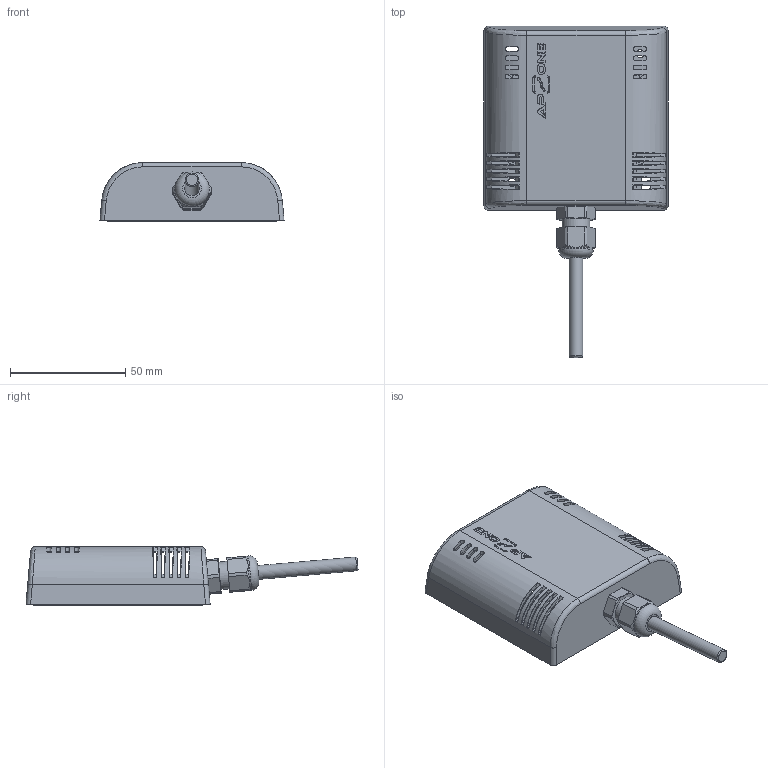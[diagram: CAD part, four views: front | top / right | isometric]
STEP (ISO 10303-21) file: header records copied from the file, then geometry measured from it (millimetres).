
FILE_DESCRIPTION(/* description */ (''),/* implementation_level */ '2;1');
FILE_NAME(/* name */ '3d_Wi-xxxT0xx_APONE.step',/* time_stamp */ '2021-10-21T09:02:43+02:00',/* author */ (''),/* organization */ (''),/* preprocessor_version */ 'ST-DEVELOPER v18.1',/* originating_system */ 'Autodesk Translation Framework v10.10.0.1391',/* authorisation */ '');
FILE_SCHEMA (('AUTOMOTIVE_DESIGN { 1 0 10303 214 3 1 1 }'));
Products named in the file (6): Wi-xxxT0xx; M12_dlawnica; Thermo80_standard_T0; BASE_80; COPERCHIO_80_M; Temperatura_Tx
Assembly tree (5 placements, depth 3):
  Wi-xxxT0xx
    M12_dlawnica
    Thermo80_standard_T0
      BASE_80
      COPERCHIO_80_M
    Temperatura_Tx
Bounding box: 80 x 144.25 x 25.5 mm (x, y, z)
Volume: 32583.3 mm3; surface area: 42120.7 mm2
Topology: 12 solids, 13 shells, 1716 faces, 4837 edges, 3198 vertices
Faces by surface type: plane 1383, cylinder 135, bspline 111, cone 46, torus 41
Full cylindrical faces by diameter (mm): 4 x1, 5 x1, 5.5 x1, 6 x3, 8 x1, 9.957 x1, 12 x3, 15 x1, 17 x1, 20 x1
Entity records: 56778 total; most frequent: CARTESIAN_POINT 12675, ORIENTED_EDGE 9674, DIRECTION 8172, EDGE_CURVE 4837, LINE 4048, VECTOR 4048, VERTEX_POINT 3198, AXIS2_PLACEMENT_3D 2062
